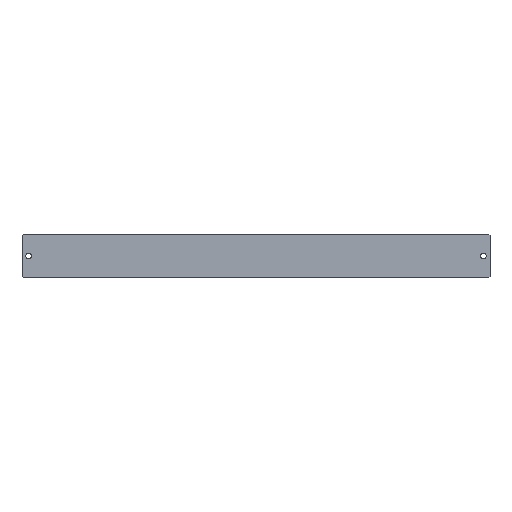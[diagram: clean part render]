
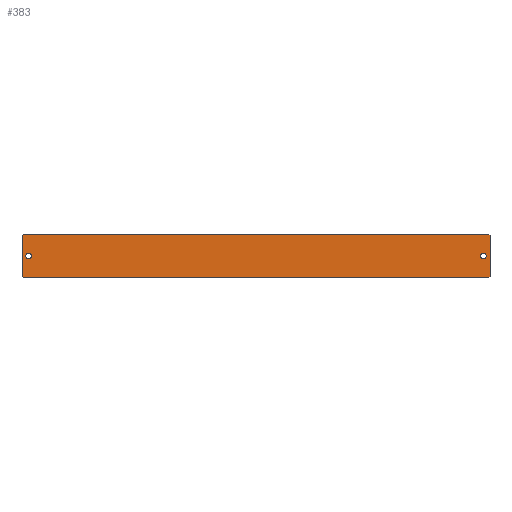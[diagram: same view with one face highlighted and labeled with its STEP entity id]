
A CAD part, top view. The second image highlights one B-rep face of the part: STEP entity #383.
In plain terms, the highlighted planar face has unit normal (0, 0, 1).
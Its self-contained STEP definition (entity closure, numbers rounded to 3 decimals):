
#4 = FACE_BOUND ( 'NONE', #282, .T. ) ;
#5 = CARTESIAN_POINT ( 'NONE',  ( 106., -10., 0.76 ) ) ;
#7 = CARTESIAN_POINT ( 'NONE',  ( -104.8, 0., 0.76 ) ) ;
#8 = CARTESIAN_POINT ( 'NONE',  ( 104.8, 0., 0.76 ) ) ;
#9 = CARTESIAN_POINT ( 'NONE',  ( -106., -10., 0.76 ) ) ;
#12 = CARTESIAN_POINT ( 'NONE',  ( -106., 10., 0.76 ) ) ;
#29 = ORIENTED_EDGE ( 'NONE', *, *, #409, .T. ) ;
#30 = CARTESIAN_POINT ( 'NONE',  ( -102.2, 0., 0.76 ) ) ;
#43 = CARTESIAN_POINT ( 'NONE',  ( -106.5, -9.5, 0.76 ) ) ;
#45 = CARTESIAN_POINT ( 'NONE',  ( 106.5, 9.5, 0.76 ) ) ;
#48 = CARTESIAN_POINT ( 'NONE',  ( 102.2, 0., 0.76 ) ) ;
#52 = FACE_BOUND ( 'NONE', #346, .T. ) ;
#55 = CARTESIAN_POINT ( 'NONE',  ( 106.5, -9.5, 0.76 ) ) ;
#61 = CARTESIAN_POINT ( 'NONE',  ( 103.5, 0., 0.76 ) ) ;
#63 = DIRECTION ( 'NONE',  ( 0., 0., 1. ) ) ;
#72 = DIRECTION ( 'NONE',  ( 0., 0., 1. ) ) ;
#81 = DIRECTION ( 'NONE',  ( 1., 0., 0. ) ) ;
#83 = DIRECTION ( 'NONE',  ( 1., 0., 0. ) ) ;
#98 = FACE_OUTER_BOUND ( 'NONE', #345, .T. ) ;
#99 = PLANE ( 'NONE',  #465 ) ;
#102 = CARTESIAN_POINT ( 'NONE',  ( -106.5, -10., 0.76 ) ) ;
#107 = CARTESIAN_POINT ( 'NONE',  ( -103.5, 0., 0.76 ) ) ;
#113 = CARTESIAN_POINT ( 'NONE',  ( -116.25, -0.25, 0.76 ) ) ;
#118 = DIRECTION ( 'NONE',  ( 1., 0., 0. ) ) ;
#122 = LINE ( 'NONE', #113, #468 ) ;
#132 = DIRECTION ( 'NONE',  ( 0., 0., 1. ) ) ;
#141 = DIRECTION ( 'NONE',  ( -0.707, -0.707, 0. ) ) ;
#150 = LINE ( 'NONE', #155, #487 ) ;
#155 = CARTESIAN_POINT ( 'NONE',  ( -106.5, 10., 0.76 ) ) ;
#156 = LINE ( 'NONE', #191, #499 ) ;
#159 = CARTESIAN_POINT ( 'NONE',  ( 9.75, 106.25, 0.76 ) ) ;
#161 = CARTESIAN_POINT ( 'NONE',  ( -106.5, 10., 0.76 ) ) ;
#162 = DIRECTION ( 'NONE',  ( 0., -1., 0. ) ) ;
#163 = DIRECTION ( 'NONE',  ( 0.707, 0.707, 0. ) ) ;
#164 = LINE ( 'NONE', #190, #513 ) ;
#166 = LINE ( 'NONE', #161, #517 ) ;
#167 = DIRECTION ( 'NONE',  ( 1., 0., 0. ) ) ;
#170 = CARTESIAN_POINT ( 'NONE',  ( 103.5, 0., 0.76 ) ) ;
#171 = DIRECTION ( 'NONE',  ( 0., 0., 1. ) ) ;
#174 = DIRECTION ( 'NONE',  ( 1., 0., 0. ) ) ;
#175 = DIRECTION ( 'NONE',  ( 0., 1., 0. ) ) ;
#176 = DIRECTION ( 'NONE',  ( -0.707, 0.707, 0. ) ) ;
#177 = DIRECTION ( 'NONE',  ( -1., 0., 0. ) ) ;
#182 = LINE ( 'NONE', #159, #514 ) ;
#185 = LINE ( 'NONE', #189, #486 ) ;
#189 = CARTESIAN_POINT ( 'NONE',  ( -0.25, -116.25, 0.76 ) ) ;
#190 = CARTESIAN_POINT ( 'NONE',  ( -106.5, -10., 0.76 ) ) ;
#191 = CARTESIAN_POINT ( 'NONE',  ( 106.5, 10., 0.76 ) ) ;
#198 = DIRECTION ( 'NONE',  ( 1., 0., 0. ) ) ;
#201 = LINE ( 'NONE', #215, #516 ) ;
#203 = DIRECTION ( 'NONE',  ( 0., 0., 1. ) ) ;
#215 = CARTESIAN_POINT ( 'NONE',  ( -106.25, -9.75, 0.76 ) ) ;
#218 = CARTESIAN_POINT ( 'NONE',  ( -103.5, 0., 0.76 ) ) ;
#232 = DIRECTION ( 'NONE',  ( 0.707, -0.707, 0. ) ) ;
#271 = VERTEX_POINT ( 'NONE', #7 ) ;
#272 = VERTEX_POINT ( 'NONE', #8 ) ;
#273 = VERTEX_POINT ( 'NONE', #30 ) ;
#274 = VERTEX_POINT ( 'NONE', #43 ) ;
#278 = VERTEX_POINT ( 'NONE', #335 ) ;
#279 = VERTEX_POINT ( 'NONE', #352 ) ;
#280 = VERTEX_POINT ( 'NONE', #45 ) ;
#281 = VERTEX_POINT ( 'NONE', #5 ) ;
#282 = EDGE_LOOP ( 'NONE', ( #342, #325 ) ) ;
#284 = VERTEX_POINT ( 'NONE', #9 ) ;
#288 = VERTEX_POINT ( 'NONE', #48 ) ;
#294 = VERTEX_POINT ( 'NONE', #55 ) ;
#299 = VERTEX_POINT ( 'NONE', #12 ) ;
#307 = ORIENTED_EDGE ( 'NONE', *, *, #436, .F. ) ;
#321 = ORIENTED_EDGE ( 'NONE', *, *, #394, .F. ) ;
#322 = ORIENTED_EDGE ( 'NONE', *, *, #420, .T. ) ;
#325 = ORIENTED_EDGE ( 'NONE', *, *, #388, .F. ) ;
#327 = ORIENTED_EDGE ( 'NONE', *, *, #424, .T. ) ;
#328 = ORIENTED_EDGE ( 'NONE', *, *, #438, .T. ) ;
#329 = ORIENTED_EDGE ( 'NONE', *, *, #419, .T. ) ;
#331 = ORIENTED_EDGE ( 'NONE', *, *, #422, .T. ) ;
#335 = CARTESIAN_POINT ( 'NONE',  ( 106., 10., 0.76 ) ) ;
#338 = ORIENTED_EDGE ( 'NONE', *, *, #401, .T. ) ;
#342 = ORIENTED_EDGE ( 'NONE', *, *, #413, .F. ) ;
#345 = EDGE_LOOP ( 'NONE', ( #348, #331, #327, #338, #29, #328, #329, #322 ) ) ;
#346 = EDGE_LOOP ( 'NONE', ( #307, #321 ) ) ;
#348 = ORIENTED_EDGE ( 'NONE', *, *, #421, .T. ) ;
#352 = CARTESIAN_POINT ( 'NONE',  ( -106.5, 9.5, 0.76 ) ) ;
#383 = ADVANCED_FACE ( 'NONE', ( #52, #4, #98 ), #99, .T. ) ;
#388 = EDGE_CURVE ( 'NONE', #288, #272, #442, .T. ) ;
#394 = EDGE_CURVE ( 'NONE', #271, #273, #452, .T. ) ;
#401 = EDGE_CURVE ( 'NONE', #299, #279, #122, .T. ) ;
#409 = EDGE_CURVE ( 'NONE', #279, #274, #150, .T. ) ;
#413 = EDGE_CURVE ( 'NONE', #272, #288, #506, .T. ) ;
#419 = EDGE_CURVE ( 'NONE', #284, #281, #164, .T. ) ;
#420 = EDGE_CURVE ( 'NONE', #281, #294, #185, .T. ) ;
#421 = EDGE_CURVE ( 'NONE', #294, #280, #156, .T. ) ;
#422 = EDGE_CURVE ( 'NONE', #280, #278, #182, .T. ) ;
#424 = EDGE_CURVE ( 'NONE', #278, #299, #166, .T. ) ;
#436 = EDGE_CURVE ( 'NONE', #273, #271, #491, .T. ) ;
#438 = EDGE_CURVE ( 'NONE', #274, #284, #201, .T. ) ;
#442 = CIRCLE ( 'NONE', #456, 1.3 ) ;
#452 = CIRCLE ( 'NONE', #471, 1.3 ) ;
#456 = AXIS2_PLACEMENT_3D ( 'NONE', #61, #72, #81 ) ;
#465 = AXIS2_PLACEMENT_3D ( 'NONE', #102, #63, #83 ) ;
#468 = VECTOR ( 'NONE', #141, 1000. ) ;
#471 = AXIS2_PLACEMENT_3D ( 'NONE', #107, #132, #118 ) ;
#472 = AXIS2_PLACEMENT_3D ( 'NONE', #170, #171, #167 ) ;
#481 = AXIS2_PLACEMENT_3D ( 'NONE', #218, #203, #198 ) ;
#486 = VECTOR ( 'NONE', #163, 1000. ) ;
#487 = VECTOR ( 'NONE', #162, 1000. ) ;
#491 = CIRCLE ( 'NONE', #481, 1.3 ) ;
#499 = VECTOR ( 'NONE', #175, 1000. ) ;
#506 = CIRCLE ( 'NONE', #472, 1.3 ) ;
#513 = VECTOR ( 'NONE', #174, 1000. ) ;
#514 = VECTOR ( 'NONE', #176, 1000. ) ;
#516 = VECTOR ( 'NONE', #232, 1000. ) ;
#517 = VECTOR ( 'NONE', #177, 1000. ) ;
